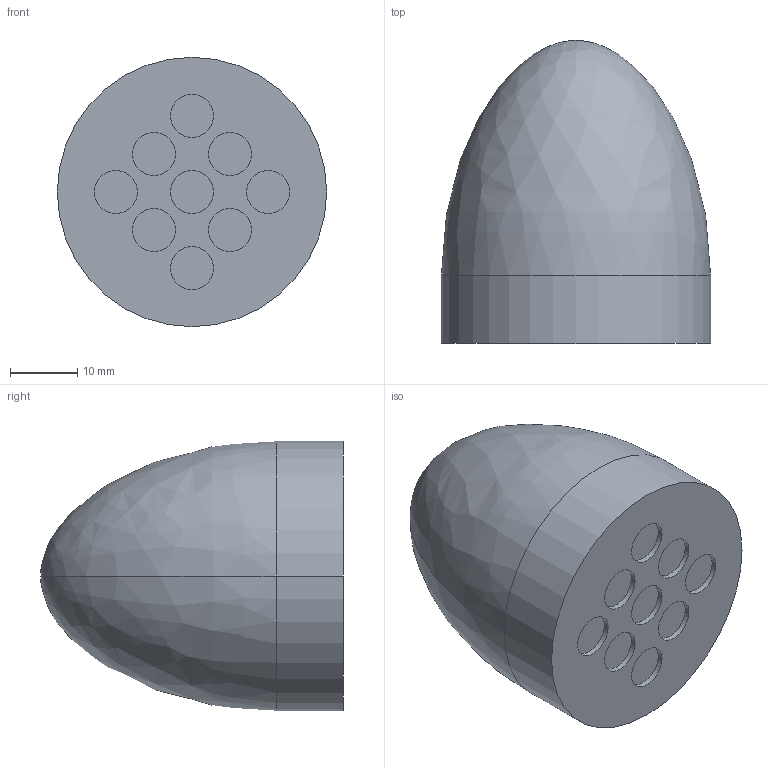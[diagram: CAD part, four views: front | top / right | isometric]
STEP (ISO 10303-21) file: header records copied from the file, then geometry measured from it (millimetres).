
FILE_DESCRIPTION (( 'STEP AP214' ), '1' );
FILE_NAME ('景囹楊擘-褫俋楷.STEP', '2023-04-21T03:30:05', ( '' ), ( '' ), 'SwSTEP 2.0', 'SolidWorks 2018', '' );
FILE_SCHEMA (( 'AUTOMOTIVE_DESIGN' ));
Length unit declared in the file: millimetre
Products named in the file (1): 景囹楊擘-褫俋楷
Bounding box: 40 x 45 x 40 mm (x, y, z)
Volume: 33409.2 mm3; surface area: 12171.2 mm2
Topology: 1 solids, 3 shells, 42 faces, 86 edges, 54 vertices
Faces by surface type: cylinder 24, plane 12, bspline 6
Entity records: 1248 total; most frequent: CARTESIAN_POINT 327, DIRECTION 202, ORIENTED_EDGE 164, AXIS2_PLACEMENT_3D 89, EDGE_CURVE 82, VERTEX_POINT 54, EDGE_LOOP 52, CIRCLE 52
